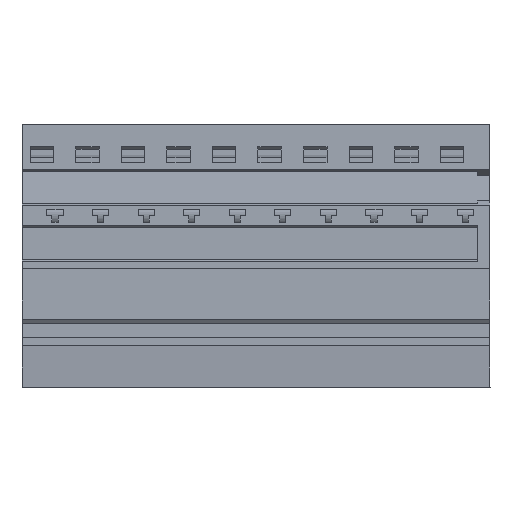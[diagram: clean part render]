
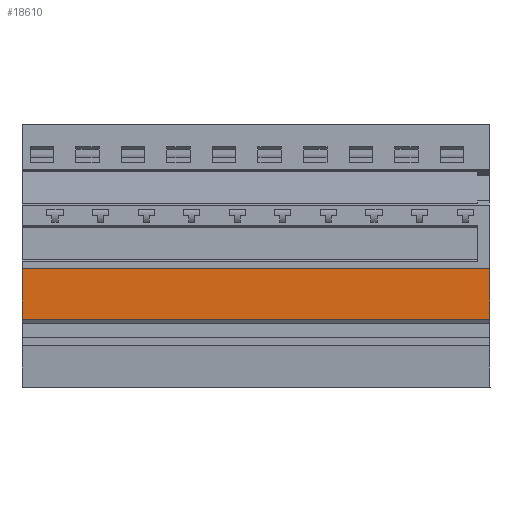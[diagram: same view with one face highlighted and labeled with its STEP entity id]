
A CAD part, top view. The second image highlights one B-rep face of the part: STEP entity #18610.
In plain terms, the highlighted face is planar.
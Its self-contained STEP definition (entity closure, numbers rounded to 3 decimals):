
#1230=CARTESIAN_POINT('',(29.825,-30.35,
37.37));
#1240=VERTEX_POINT('',#1230);
#1270=CARTESIAN_POINT('',(29.825,0.,
37.37));
#1280=DIRECTION('',(0.,-1.,0.));
#1290=VECTOR('',#1280,1.);
#1300=LINE('',#1270,#1290);
#1310=CARTESIAN_POINT('',(29.825,-21.346,
37.37));
#1320=VERTEX_POINT('',#1310);
#1330=EDGE_CURVE('',#1320,#1240,#1300,.T.);
#17840=CARTESIAN_POINT('',(29.825,-21.346,
121.07));
#17850=VERTEX_POINT('',#17840);
#18030=CARTESIAN_POINT('',(29.825,-21.346,
110.72));
#18040=DIRECTION('',(0.,0.,1.));
#18050=VECTOR('',#18040,1.);
#18060=LINE('',#18030,#18050);
#18070=EDGE_CURVE('',#1320,#17850,#18060,.T.);
#18380=CARTESIAN_POINT('',(29.825,-21.697,
110.72));
#18390=DIRECTION('',(-1.,0.,0.));
#18400=DIRECTION('',(0.,1.,0.));
#18410=AXIS2_PLACEMENT_3D('',#18380,#18390,#18400);
#18420=PLANE('',#18410);
#18430=CARTESIAN_POINT('',(29.825,0.,
121.07));
#18440=DIRECTION('',(0.,-1.,0.));
#18450=VECTOR('',#18440,1.);
#18460=LINE('',#18430,#18450);
#18470=CARTESIAN_POINT('',(29.825,-30.35,
121.07));
#18480=VERTEX_POINT('',#18470);
#18490=EDGE_CURVE('',#17850,#18480,#18460,.T.);
#18500=ORIENTED_EDGE('',*,*,#18490,.T.);
#18510=ORIENTED_EDGE('',*,*,#18070,.T.);
#18520=ORIENTED_EDGE('',*,*,#1330,.F.);
#18530=CARTESIAN_POINT('',(29.825,-30.35,0.));
#18540=DIRECTION('',(0.,0.,1.));
#18550=VECTOR('',#18540,1.);
#18560=LINE('',#18530,#18550);
#18570=EDGE_CURVE('',#1240,#18480,#18560,.T.);
#18580=ORIENTED_EDGE('',*,*,#18570,.F.);
#18590=EDGE_LOOP('',(#18580,#18520,#18510,#18500));
#18600=FACE_OUTER_BOUND('',#18590,.T.);
#18610=ADVANCED_FACE('',(#18600),#18420,.F.);
